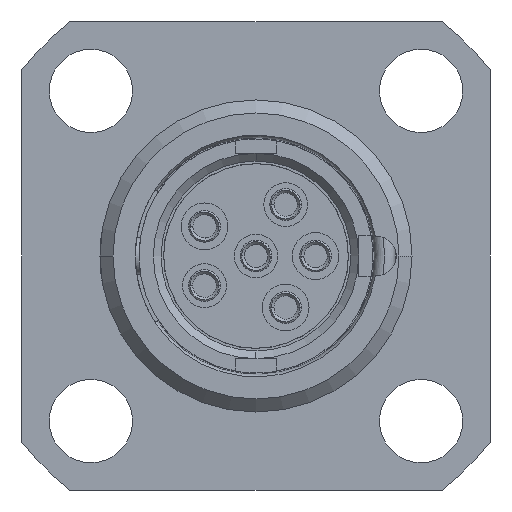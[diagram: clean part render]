
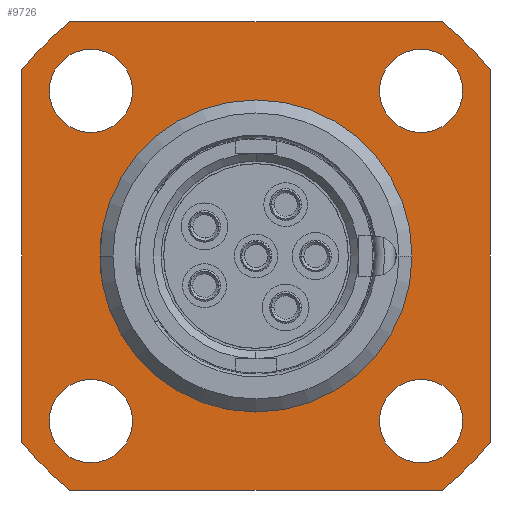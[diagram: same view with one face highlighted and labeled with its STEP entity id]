
A CAD part, left-side view. The second image highlights one B-rep face of the part: STEP entity #9726.
In plain terms, the highlighted planar face has unit normal (-1, 0, 0).
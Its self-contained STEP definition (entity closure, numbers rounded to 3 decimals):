
#1921=CARTESIAN_POINT('',(-5.,0.,0.));
#1922=DIRECTION('',(-1.,0.,0.));
#1923=DIRECTION('',(0.,1.,0.));
#1924=AXIS2_PLACEMENT_3D('',#1921,#1922,#1923);
#2035=CARTESIAN_POINT('',(-5.,0.,0.));
#2036=DIRECTION('',(-1.,0.,0.));
#2037=DIRECTION('',(0.,-1.,0.));
#2038=AXIS2_PLACEMENT_3D('',#2035,#2036,#2037);
#2040=DIRECTION('',(0.,0.,1.));
#2041=VECTOR('',#2040,14.318);
#2042=CARTESIAN_POINT('',(-5.,-9.,-7.159));
#2043=LINE('941',#2042,#2041);
#2044=CARTESIAN_POINT('',(-5.,0.,0.));
#2045=DIRECTION('',(-1.,0.,0.));
#2046=DIRECTION('',(0.,-0.623,-0.783));
#2047=AXIS2_PLACEMENT_3D('',#2044,#2045,#2046);
#2049=DIRECTION('',(0.,-1.,0.));
#2050=VECTOR('',#2049,14.318);
#2051=CARTESIAN_POINT('',(-5.,7.159,-9.));
#2052=LINE('943',#2051,#2050);
#2053=CARTESIAN_POINT('',(-5.,0.,0.));
#2054=DIRECTION('',(-1.,0.,0.));
#2055=DIRECTION('',(0.,0.783,-0.623));
#2056=AXIS2_PLACEMENT_3D('',#2053,#2054,#2055);
#2058=DIRECTION('',(0.,0.,-1.));
#2059=VECTOR('',#2058,14.318);
#2060=CARTESIAN_POINT('',(-5.,9.,7.159));
#2061=LINE('945',#2060,#2059);
#2062=CARTESIAN_POINT('',(-5.,0.,0.));
#2063=DIRECTION('',(-1.,0.,0.));
#2064=DIRECTION('',(0.,0.623,0.783));
#2065=AXIS2_PLACEMENT_3D('',#2062,#2063,#2064);
#2067=DIRECTION('',(0.,1.,0.));
#2068=VECTOR('',#2067,14.318);
#2069=CARTESIAN_POINT('',(-5.,-7.159,9.));
#2070=LINE('947',#2069,#2068);
#2071=CARTESIAN_POINT('',(-5.,0.,0.));
#2072=DIRECTION('',(-1.,0.,0.));
#2073=DIRECTION('',(0.,-0.783,0.623));
#2074=AXIS2_PLACEMENT_3D('',#2071,#2072,#2073);
#2076=CARTESIAN_POINT('',(-5.,6.35,6.35));
#2077=DIRECTION('',(1.,0.,0.));
#2078=DIRECTION('',(0.,1.,0.));
#2079=AXIS2_PLACEMENT_3D('',#2076,#2077,#2078);
#2081=CARTESIAN_POINT('',(-5.,6.35,6.35));
#2082=DIRECTION('',(1.,0.,0.));
#2083=DIRECTION('',(0.,-1.,0.));
#2084=AXIS2_PLACEMENT_3D('',#2081,#2082,#2083);
#2086=CARTESIAN_POINT('',(-5.,6.35,-6.35));
#2087=DIRECTION('',(1.,0.,0.));
#2088=DIRECTION('',(0.,1.,0.));
#2089=AXIS2_PLACEMENT_3D('',#2086,#2087,#2088);
#2091=CARTESIAN_POINT('',(-5.,6.35,-6.35));
#2092=DIRECTION('',(1.,0.,0.));
#2093=DIRECTION('',(0.,-1.,0.));
#2094=AXIS2_PLACEMENT_3D('',#2091,#2092,#2093);
#2096=CARTESIAN_POINT('',(-5.,-6.35,-6.35));
#2097=DIRECTION('',(1.,0.,0.));
#2098=DIRECTION('',(0.,1.,0.));
#2099=AXIS2_PLACEMENT_3D('',#2096,#2097,#2098);
#2101=CARTESIAN_POINT('',(-5.,-6.35,-6.35));
#2102=DIRECTION('',(1.,0.,0.));
#2103=DIRECTION('',(0.,-1.,0.));
#2104=AXIS2_PLACEMENT_3D('',#2101,#2102,#2103);
#2106=CARTESIAN_POINT('',(-5.,-6.35,6.35));
#2107=DIRECTION('',(1.,0.,0.));
#2108=DIRECTION('',(0.,1.,0.));
#2109=AXIS2_PLACEMENT_3D('',#2106,#2107,#2108);
#2111=CARTESIAN_POINT('',(-5.,-6.35,6.35));
#2112=DIRECTION('',(1.,0.,0.));
#2113=DIRECTION('',(0.,-1.,0.));
#2114=AXIS2_PLACEMENT_3D('',#2111,#2112,#2113);
#5578=CARTESIAN_POINT('',(-5.,-9.,-7.159));
#5579=CARTESIAN_POINT('',(-5.,-9.,7.159));
#5580=VERTEX_POINT('',#5578);
#5581=VERTEX_POINT('',#5579);
#5582=CARTESIAN_POINT('',(-5.,-7.159,-9.));
#5583=VERTEX_POINT('',#5582);
#5584=CARTESIAN_POINT('',(-5.,7.159,-9.));
#5585=VERTEX_POINT('',#5584);
#5586=CARTESIAN_POINT('',(-5.,9.,-7.159));
#5587=VERTEX_POINT('',#5586);
#5588=CARTESIAN_POINT('',(-5.,9.,7.159));
#5589=VERTEX_POINT('',#5588);
#5590=CARTESIAN_POINT('',(-5.,7.159,9.));
#5591=VERTEX_POINT('',#5590);
#5592=CARTESIAN_POINT('',(-5.,-7.159,9.));
#5593=VERTEX_POINT('',#5592);
#5598=CARTESIAN_POINT('',(-5.,-6.,0.));
#5599=CARTESIAN_POINT('',(-5.,6.,0.));
#5600=VERTEX_POINT('',#5598);
#5601=VERTEX_POINT('',#5599);
#5610=CARTESIAN_POINT('',(-5.,7.95,6.35));
#5611=CARTESIAN_POINT('',(-5.,4.75,6.35));
#5612=VERTEX_POINT('',#5610);
#5613=VERTEX_POINT('',#5611);
#5618=CARTESIAN_POINT('',(-5.,7.95,-6.35));
#5619=CARTESIAN_POINT('',(-5.,4.75,-6.35));
#5620=VERTEX_POINT('',#5618);
#5621=VERTEX_POINT('',#5619);
#5626=CARTESIAN_POINT('',(-5.,-4.75,-6.35));
#5627=CARTESIAN_POINT('',(-5.,-7.95,-6.35));
#5628=VERTEX_POINT('',#5626);
#5629=VERTEX_POINT('',#5627);
#5634=CARTESIAN_POINT('',(-5.,-4.75,6.35));
#5635=CARTESIAN_POINT('',(-5.,-7.95,6.35));
#5636=VERTEX_POINT('',#5634);
#5637=VERTEX_POINT('',#5635);
#9675=CARTESIAN_POINT('',(-5.,0.,0.));
#9676=DIRECTION('',(1.,0.,0.));
#9677=DIRECTION('',(0.,0.,-1.));
#9678=AXIS2_PLACEMENT_3D('',#9675,#9676,#9677);
#9679=PLANE('274',#9678);
#9681=ORIENTED_EDGE('941',*,*,#9680,.F.);
#9683=ORIENTED_EDGE('942',*,*,#9682,.F.);
#9685=ORIENTED_EDGE('943',*,*,#9684,.F.);
#9687=ORIENTED_EDGE('944',*,*,#9686,.F.);
#9689=ORIENTED_EDGE('945',*,*,#9688,.F.);
#9691=ORIENTED_EDGE('946',*,*,#9690,.F.);
#9693=ORIENTED_EDGE('947',*,*,#9692,.F.);
#9695=ORIENTED_EDGE('948',*,*,#9694,.F.);
#9696=EDGE_LOOP('274',(#9681,#9683,#9685,#9687,#9689,#9691,#9693,#9695));
#9697=FACE_OUTER_BOUND('274',#9696,.F.);
#9698=ORIENTED_EDGE('958',*,*,#9661,.T.);
#9699=ORIENTED_EDGE('960',*,*,#9479,.T.);
#9700=EDGE_LOOP('274',(#9698,#9699));
#9701=FACE_BOUND('274',#9700,.F.);
#9703=ORIENTED_EDGE('966',*,*,#9702,.F.);
#9705=ORIENTED_EDGE('967',*,*,#9704,.F.);
#9706=EDGE_LOOP('274',(#9703,#9705));
#9707=FACE_BOUND('274',#9706,.F.);
#9709=ORIENTED_EDGE('972',*,*,#9708,.F.);
#9711=ORIENTED_EDGE('973',*,*,#9710,.F.);
#9712=EDGE_LOOP('274',(#9709,#9711));
#9713=FACE_BOUND('274',#9712,.F.);
#9715=ORIENTED_EDGE('978',*,*,#9714,.F.);
#9717=ORIENTED_EDGE('979',*,*,#9716,.F.);
#9718=EDGE_LOOP('274',(#9715,#9717));
#9719=FACE_BOUND('274',#9718,.F.);
#9721=ORIENTED_EDGE('984',*,*,#9720,.F.);
#9723=ORIENTED_EDGE('985',*,*,#9722,.F.);
#9724=EDGE_LOOP('274',(#9721,#9723));
#9725=FACE_BOUND('274',#9724,.F.);
#1925=CIRCLE('960',#1924,6.);
#2039=CIRCLE('958',#2038,6.);
#2048=CIRCLE('942',#2047,11.5);
#2057=CIRCLE('944',#2056,11.5);
#2066=CIRCLE('946',#2065,11.5);
#2075=CIRCLE('948',#2074,11.5);
#2080=CIRCLE('966',#2079,1.6);
#2085=CIRCLE('967',#2084,1.6);
#2090=CIRCLE('972',#2089,1.6);
#2095=CIRCLE('973',#2094,1.6);
#2100=CIRCLE('978',#2099,1.6);
#2105=CIRCLE('979',#2104,1.6);
#2110=CIRCLE('984',#2109,1.6);
#2115=CIRCLE('985',#2114,1.6);
#9479=EDGE_CURVE('960',#5601,#5600,#1925,.T.);
#9661=EDGE_CURVE('958',#5600,#5601,#2039,.T.);
#9680=EDGE_CURVE('941',#5580,#5581,#2043,.T.);
#9682=EDGE_CURVE('942',#5583,#5580,#2048,.T.);
#9684=EDGE_CURVE('943',#5585,#5583,#2052,.T.);
#9686=EDGE_CURVE('944',#5587,#5585,#2057,.T.);
#9688=EDGE_CURVE('945',#5589,#5587,#2061,.T.);
#9690=EDGE_CURVE('946',#5591,#5589,#2066,.T.);
#9692=EDGE_CURVE('947',#5593,#5591,#2070,.T.);
#9694=EDGE_CURVE('948',#5581,#5593,#2075,.T.);
#9702=EDGE_CURVE('966',#5612,#5613,#2080,.T.);
#9704=EDGE_CURVE('967',#5613,#5612,#2085,.T.);
#9708=EDGE_CURVE('972',#5620,#5621,#2090,.T.);
#9710=EDGE_CURVE('973',#5621,#5620,#2095,.T.);
#9714=EDGE_CURVE('978',#5628,#5629,#2100,.T.);
#9716=EDGE_CURVE('979',#5629,#5628,#2105,.T.);
#9720=EDGE_CURVE('984',#5636,#5637,#2110,.T.);
#9722=EDGE_CURVE('985',#5637,#5636,#2115,.T.);
#9726=ADVANCED_FACE('274',(#9697,#9701,#9707,#9713,#9719,#9725),#9679,.F.);
